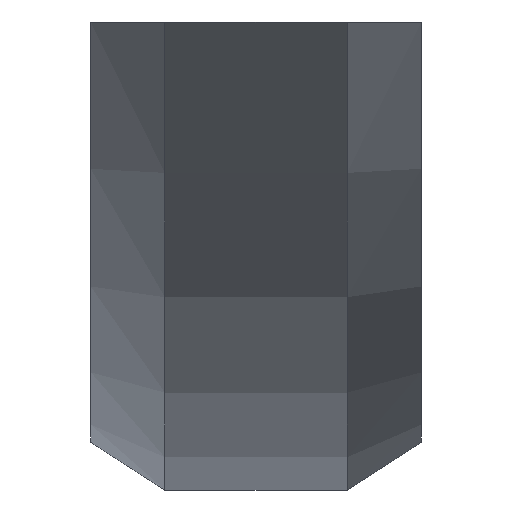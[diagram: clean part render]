
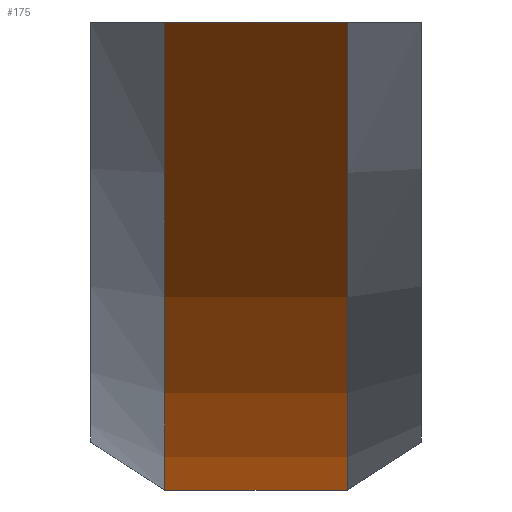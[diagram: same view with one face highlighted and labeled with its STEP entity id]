
A CAD part, front view. The second image highlights one B-rep face of the part: STEP entity #175.
In plain terms, the highlighted cylindrical face has radius 50 mm (diameter 100 mm), a partial arc.
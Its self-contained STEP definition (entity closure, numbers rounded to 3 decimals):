
#16=CYLINDRICAL_SURFACE('',#212,50.);
#22=CIRCLE('',#204,50.);
#26=CIRCLE('',#211,50.);
#34=FACE_OUTER_BOUND('',#44,.T.);
#44=EDGE_LOOP('',(#152,#153,#154,#155));
#55=LINE('',#281,#67);
#61=LINE('',#301,#73);
#67=VECTOR('',#224,10.);
#73=VECTOR('',#230,10.);
#80=VERTEX_POINT('',#276);
#81=VERTEX_POINT('',#280);
#88=VERTEX_POINT('',#296);
#89=VERTEX_POINT('',#300);
#96=EDGE_CURVE('',#81,#80,#55,.T.);
#104=EDGE_CURVE('',#89,#88,#61,.T.);
#110=EDGE_CURVE('',#81,#88,#22,.T.);
#114=EDGE_CURVE('',#80,#89,#26,.T.);
#152=ORIENTED_EDGE('',*,*,#104,.T.);
#153=ORIENTED_EDGE('',*,*,#110,.F.);
#154=ORIENTED_EDGE('',*,*,#96,.T.);
#155=ORIENTED_EDGE('',*,*,#114,.T.);
#175=ADVANCED_FACE('',(#34),#16,.T.);
#204=AXIS2_PLACEMENT_3D('',#313,#241,#242);
#211=AXIS2_PLACEMENT_3D('',#320,#255,#256);
#212=AXIS2_PLACEMENT_3D('',#321,#257,#258);
#224=DIRECTION('',(1.,0.,0.));
#230=DIRECTION('',(-1.,0.,0.));
#241=DIRECTION('center_axis',(-1.,0.,0.));
#242=DIRECTION('ref_axis',(0.,0.866,-0.5));
#255=DIRECTION('center_axis',(-1.,0.,0.));
#256=DIRECTION('ref_axis',(0.,0.866,-0.5));
#257=DIRECTION('center_axis',(-1.,0.,0.));
#258=DIRECTION('ref_axis',(0.,0.866,-0.5));
#276=CARTESIAN_POINT('',(2.7,34.699,0.));
#280=CARTESIAN_POINT('',(-2.7,34.699,0.));
#281=CARTESIAN_POINT('',(0.,34.699,0.));
#296=CARTESIAN_POINT('',(-2.7,-34.699,0.));
#300=CARTESIAN_POINT('',(2.7,-34.699,0.));
#301=CARTESIAN_POINT('',(0.,-34.699,0.));
#313=CARTESIAN_POINT('Origin',(-2.7,0.,36.));
#320=CARTESIAN_POINT('Origin',(2.7,0.,36.));
#321=CARTESIAN_POINT('Origin',(0.,0.,36.));
